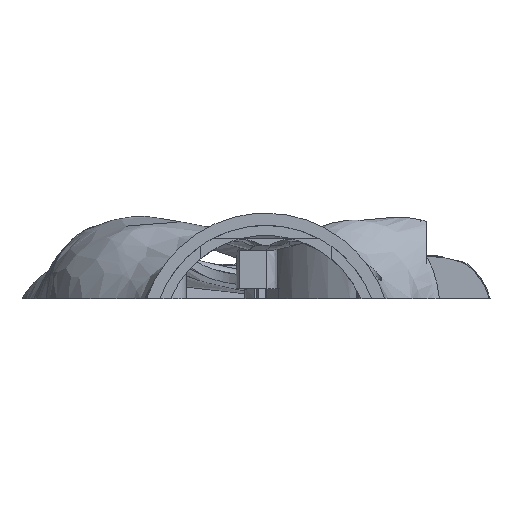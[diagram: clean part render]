
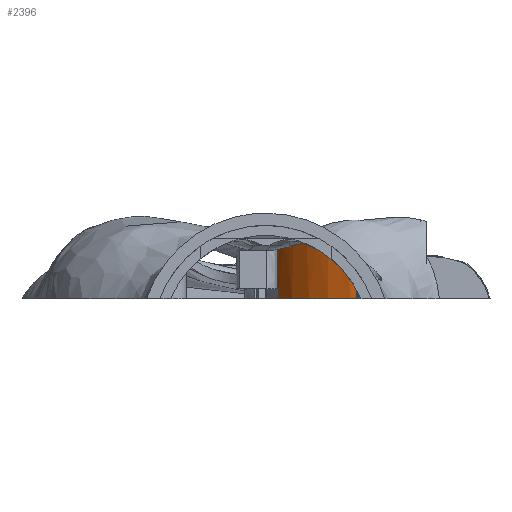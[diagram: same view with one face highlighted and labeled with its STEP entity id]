
A CAD part, front view. The second image highlights one B-rep face of the part: STEP entity #2396.
In plain terms, the highlighted cylindrical face has radius 28.822 mm (diameter 57.644 mm), a partial arc.
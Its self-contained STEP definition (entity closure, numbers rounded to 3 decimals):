
#103 = VECTOR ( 'NONE', #16668, 1000. ) ;
#368 = EDGE_CURVE ( 'NONE', #19295, #4655, #7004, .T. ) ;
#491 = CARTESIAN_POINT ( 'NONE',  ( 2.431, 35.068, 32.822 ) ) ;
#966 = CARTESIAN_POINT ( 'NONE',  ( 2.851, 34.268, 18.619 ) ) ;
#1330 = EDGE_CURVE ( 'NONE', #9585, #24054, #20763, .T. ) ;
#1405 = CARTESIAN_POINT ( 'NONE',  ( 15.747, 22.356, 21.564 ) ) ;
#2127 = CARTESIAN_POINT ( 'NONE',  ( 21.391, 20.402, 7.926 ) ) ;
#2396 = ADVANCED_FACE ( 'NONE', ( #17627 ), #10081, .T. ) ;
#2439 = CARTESIAN_POINT ( 'NONE',  ( 9.236, 26.543, 19.757 ) ) ;
#3195 = VERTEX_POINT ( 'NONE', #7117 ) ;
#3945 = CARTESIAN_POINT ( 'NONE',  ( 16.514, 22.009, 21.55 ) ) ;
#4031 = DIRECTION ( 'NONE',  ( 0., 0., -1. ) ) ;
#4655 = VERTEX_POINT ( 'NONE', #8295 ) ;
#4987 = CARTESIAN_POINT ( 'NONE',  ( 10.209, 25.748, 19.884 ) ) ;
#5950 = CARTESIAN_POINT ( 'NONE',  ( 2.431, 35.068, 18.322 ) ) ;
#6027 = LINE ( 'NONE', #11455, #103 ) ;
#6059 = CARTESIAN_POINT ( 'NONE',  ( 4.314, 31.946, 19.308 ) ) ;
#6088 = B_SPLINE_CURVE_WITH_KNOTS ( 'NONE', 3,
 ( #5950, #966, #21246, #6059, #23786, #8620 ),
 .UNSPECIFIED., .F., .F.,
 ( 4, 2, 4 ),
 ( 0., 0.003, 0.006 ),
 .UNSPECIFIED. ) ;
#6498 = VECTOR ( 'NONE', #12543, 1000. ) ;
#6514 = CARTESIAN_POINT ( 'NONE',  ( 17.637, 21.551, 21.208 ) ) ;
#6821 = CIRCLE ( 'NONE', #11303, 28.822 ) ;
#7004 = B_SPLINE_CURVE_WITH_KNOTS ( 'NONE', 3,
 ( #15095, #27718, #9996, #32801, #17641, #2439, #20184, #4987, #22723, #7542, #25255, #10099, #27825, #29219, #14060, #31765, #16616, #1405, #19153, #3945, #21695, #6514, #24237, #9065, #26785, #11628, #29323, #14177 ),
 .UNSPECIFIED., .F., .F.,
 ( 4, 2, 2, 2, 2, 2, 2, 2, 2, 2, 2, 2, 2, 4 ),
 ( 0., 0.003, 0.005, 0.006, 0.008, 0.01, 0.011, 0.013, 0.013, 0.014, 0.015, 0.016, 0.018, 0.02 ),
 .UNSPECIFIED. ) ;
#7117 = CARTESIAN_POINT ( 'NONE',  ( 2.593, 34.763, 9.926 ) ) ;
#7542 = CARTESIAN_POINT ( 'NONE',  ( 11.542, 24.757, 20.186 ) ) ;
#7796 = DIRECTION ( 'NONE',  ( 0., 0., 1. ) ) ;
#7817 = EDGE_CURVE ( 'NONE', #4655, #17111, #27959, .T. ) ;
#7910 = AXIS2_PLACEMENT_3D ( 'NONE', #19234, #4031, #21774 ) ;
#8295 = CARTESIAN_POINT ( 'NONE',  ( 21.391, 20.402, 18.87 ) ) ;
#8390 = CIRCLE ( 'NONE', #7910, 28.822 ) ;
#8620 = CARTESIAN_POINT ( 'NONE',  ( 5.452, 30.451, 19.568 ) ) ;
#9065 = CARTESIAN_POINT ( 'NONE',  ( 18.705, 21.167, 20.688 ) ) ;
#9585 = VERTEX_POINT ( 'NONE', #29963 ) ;
#9996 = CARTESIAN_POINT ( 'NONE',  ( 6.529, 29.165, 19.691 ) ) ;
#10081 = CYLINDRICAL_SURFACE ( 'NONE', #10756, 28.822 ) ;
#10099 = CARTESIAN_POINT ( 'NONE',  ( 13.238, 23.68, 20.797 ) ) ;
#10756 = AXIS2_PLACEMENT_3D ( 'NONE', #32156, #17228, #32382 ) ;
#11303 = AXIS2_PLACEMENT_3D ( 'NONE', #22965, #7796, #25498 ) ;
#11368 = CARTESIAN_POINT ( 'NONE',  ( 5.452, 30.451, 19.568 ) ) ;
#11455 = CARTESIAN_POINT ( 'NONE',  ( 2.593, 34.763, 32.822 ) ) ;
#11628 = CARTESIAN_POINT ( 'NONE',  ( 20.074, 20.734, 19.851 ) ) ;
#11640 = ORIENTED_EDGE ( 'NONE', *, *, #368, .F. ) ;
#12543 = DIRECTION ( 'NONE',  ( 0., 0., -1. ) ) ;
#14060 = CARTESIAN_POINT ( 'NONE',  ( 14.637, 22.901, 21.32 ) ) ;
#14177 = CARTESIAN_POINT ( 'NONE',  ( 21.391, 20.402, 18.87 ) ) ;
#14970 = EDGE_CURVE ( 'NONE', #9585, #19295, #6088, .T. ) ;
#15040 = ORIENTED_EDGE ( 'NONE', *, *, #19848, .T. ) ;
#15095 = CARTESIAN_POINT ( 'NONE',  ( 5.452, 30.451, 19.568 ) ) ;
#15592 = EDGE_LOOP ( 'NONE', ( #27148, #30505, #15040, #23036, #11640, #18905, #25228 ) ) ;
#15666 = CARTESIAN_POINT ( 'NONE',  ( 2.593, 34.763, 7.926 ) ) ;
#16052 = VECTOR ( 'NONE', #31573, 1000. ) ;
#16583 = EDGE_CURVE ( 'NONE', #3195, #25003, #6027, .T. ) ;
#16616 = CARTESIAN_POINT ( 'NONE',  ( 15.369, 22.536, 21.509 ) ) ;
#16668 = DIRECTION ( 'NONE',  ( 0., 0., -1. ) ) ;
#17111 = VERTEX_POINT ( 'NONE', #2127 ) ;
#17228 = DIRECTION ( 'NONE',  ( 0., 0., -1. ) ) ;
#17627 = FACE_OUTER_BOUND ( 'NONE', #15592, .T. ) ;
#17641 = CARTESIAN_POINT ( 'NONE',  ( 8.292, 27.372, 19.698 ) ) ;
#18905 = ORIENTED_EDGE ( 'NONE', *, *, #14970, .F. ) ;
#19153 = CARTESIAN_POINT ( 'NONE',  ( 15.941, 22.266, 21.576 ) ) ;
#19234 = CARTESIAN_POINT ( 'NONE',  ( 27.948, 48.469, 9.926 ) ) ;
#19295 = VERTEX_POINT ( 'NONE', #11368 ) ;
#19570 = EDGE_CURVE ( 'NONE', #3195, #24054, #8390, .T. ) ;
#19739 = CARTESIAN_POINT ( 'NONE',  ( 21.391, 20.402, 32.822 ) ) ;
#19848 = EDGE_CURVE ( 'NONE', #25003, #17111, #6821, .T. ) ;
#20184 = CARTESIAN_POINT ( 'NONE',  ( 9.556, 26.273, 19.789 ) ) ;
#20763 = LINE ( 'NONE', #491, #6498 ) ;
#21246 = CARTESIAN_POINT ( 'NONE',  ( 3.31, 33.484, 18.883 ) ) ;
#21654 = CARTESIAN_POINT ( 'NONE',  ( 2.431, 35.068, 9.926 ) ) ;
#21695 = CARTESIAN_POINT ( 'NONE',  ( 16.889, 21.85, 21.461 ) ) ;
#21774 = DIRECTION ( 'NONE',  ( -1., 0., 0. ) ) ;
#22723 = CARTESIAN_POINT ( 'NONE',  ( 10.542, 25.492, 19.947 ) ) ;
#22965 = CARTESIAN_POINT ( 'NONE',  ( 27.948, 48.469, 7.926 ) ) ;
#23036 = ORIENTED_EDGE ( 'NONE', *, *, #7817, .F. ) ;
#23786 = CARTESIAN_POINT ( 'NONE',  ( 4.859, 31.192, 19.469 ) ) ;
#24054 = VERTEX_POINT ( 'NONE', #21654 ) ;
#24237 = CARTESIAN_POINT ( 'NONE',  ( 17.998, 21.416, 21.047 ) ) ;
#25003 = VERTEX_POINT ( 'NONE', #15666 ) ;
#25228 = ORIENTED_EDGE ( 'NONE', *, *, #1330, .T. ) ;
#25255 = CARTESIAN_POINT ( 'NONE',  ( 12.214, 24.307, 20.412 ) ) ;
#25498 = DIRECTION ( 'NONE',  ( -1., 0., 0. ) ) ;
#26785 = CARTESIAN_POINT ( 'NONE',  ( 19.05, 21.052, 20.488 ) ) ;
#27148 = ORIENTED_EDGE ( 'NONE', *, *, #19570, .F. ) ;
#27718 = CARTESIAN_POINT ( 'NONE',  ( 5.977, 29.796, 19.655 ) ) ;
#27825 = CARTESIAN_POINT ( 'NONE',  ( 13.582, 23.479, 20.933 ) ) ;
#27959 = LINE ( 'NONE', #19739, #16052 ) ;
#29219 = CARTESIAN_POINT ( 'NONE',  ( 14.282, 23.089, 21.193 ) ) ;
#29323 = CARTESIAN_POINT ( 'NONE',  ( 20.74, 20.555, 19.374 ) ) ;
#29963 = CARTESIAN_POINT ( 'NONE',  ( 2.431, 35.068, 18.322 ) ) ;
#30505 = ORIENTED_EDGE ( 'NONE', *, *, #16583, .T. ) ;
#31573 = DIRECTION ( 'NONE',  ( 0., 0., -1. ) ) ;
#31765 = CARTESIAN_POINT ( 'NONE',  ( 15.184, 22.626, 21.467 ) ) ;
#32156 = CARTESIAN_POINT ( 'NONE',  ( 27.948, 48.469, 32.822 ) ) ;
#32382 = DIRECTION ( 'NONE',  ( -1., 0., 0. ) ) ;
#32801 = CARTESIAN_POINT ( 'NONE',  ( 7.687, 27.953, 19.71 ) ) ;
